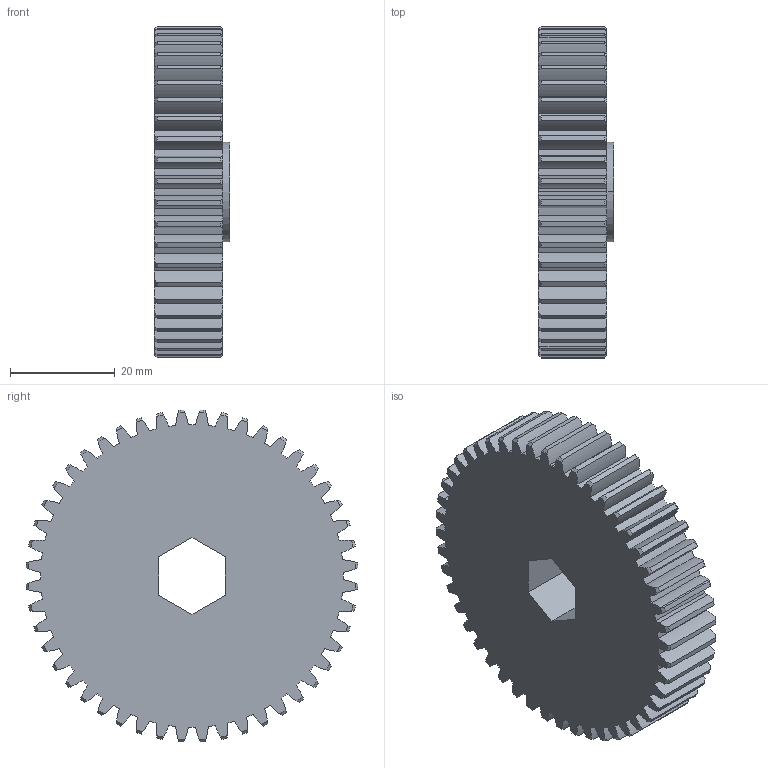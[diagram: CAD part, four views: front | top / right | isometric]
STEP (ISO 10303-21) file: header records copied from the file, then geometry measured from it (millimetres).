
FILE_DESCRIPTION (( 'STEP AP214' ), '1' );
FILE_NAME ('am-0184 48 Tooth Gear 20 dp 0.5'''' Hex Bore.STEP', '2014-08-20T20:45:15', ( '' ), ( '' ), 'SwSTEP 2.0', 'SolidWorks 2014', '' );
FILE_SCHEMA (( 'AUTOMOTIVE_DESIGN' ));
Length unit declared in the file: inch
Products named in the file (1): am-0184 48 Tooth Gear 20 dp 0.5'''' Hex Bore
Bounding box: 14.38 x 63.42 x 63.42 mm (x, y, z)
Volume: 36021.9 mm3; surface area: 11343.7 mm2
Topology: 1 solids, 1 shells, 304 faces, 903 edges, 602 vertices
Faces by surface type: cylinder 199, cone 96, plane 9
Entity records: 10697 total; most frequent: CARTESIAN_POINT 2398, DIRECTION 1807, ORIENTED_EDGE 1806, EDGE_CURVE 903, AXIS2_PLACEMENT_3D 795, VERTEX_POINT 602, CIRCLE 490, EDGE_LOOP 307
